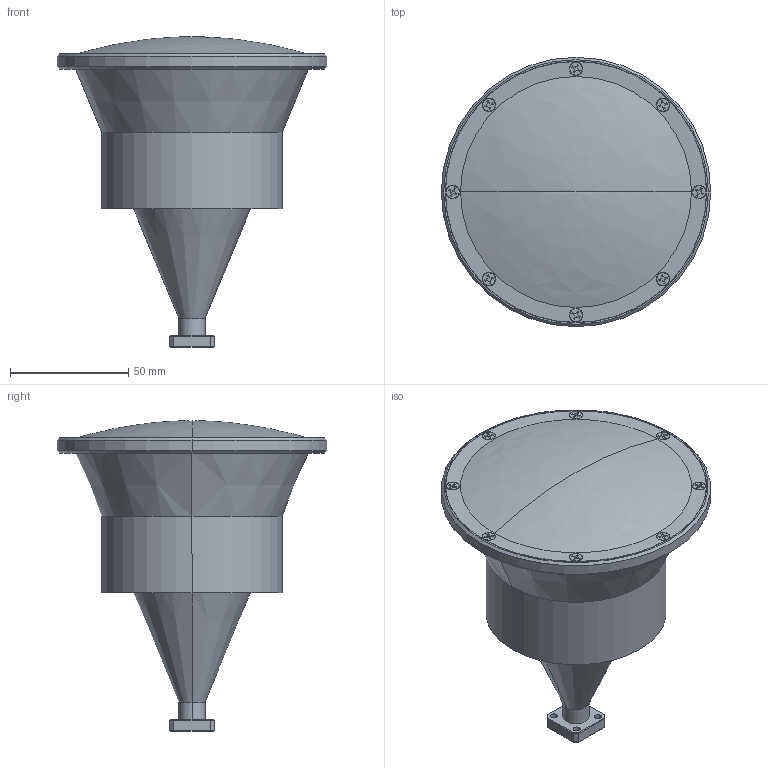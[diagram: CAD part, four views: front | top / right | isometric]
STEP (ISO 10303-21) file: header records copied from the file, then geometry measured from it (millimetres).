
FILE_DESCRIPTION (( 'STEP AP203' ), '1' );
FILE_NAME ('AQ-CA-3.84-C315-2.STEP', '2022-12-29T20:43:41', ( '' ), ( '' ), 'SwSTEP 2.0', 'SolidWorks 2021', '' );
FILE_SCHEMA (( 'CONFIG_CONTROL_DESIGN' ));
Length unit declared in the file: inch
Products named in the file (1): AQ-CA-3.84-C315-2
Bounding box: 113.79 x 113.79 x 131.15 mm (x, y, z)
Volume: 439030.8 mm3; surface area: 41232.2 mm2
Topology: 1 solids, 1 shells, 361 faces, 941 edges, 601 vertices
Faces by surface type: plane 167, cone 156, cylinder 36, bspline 2
Entity records: 12120 total; most frequent: CARTESIAN_POINT 3764, ORIENTED_EDGE 1846, DIRECTION 1501, EDGE_CURVE 923, VERTEX_POINT 601, AXIS2_PLACEMENT_3D 554, EDGE_LOOP 406, VECTOR 393
